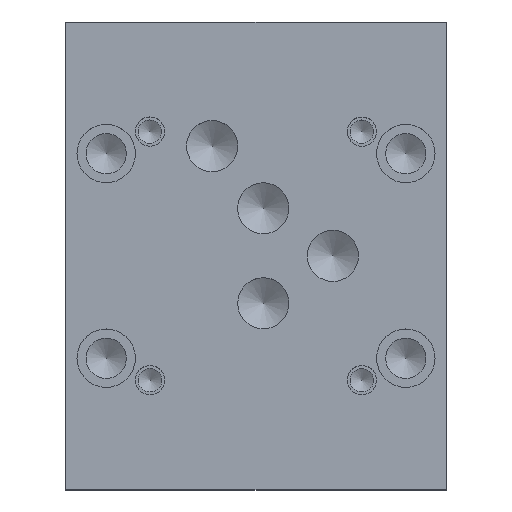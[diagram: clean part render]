
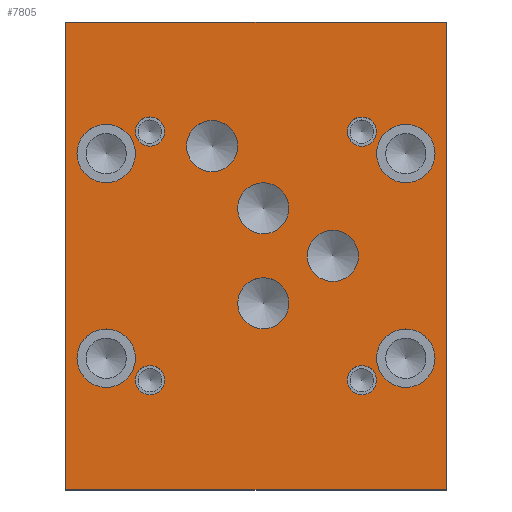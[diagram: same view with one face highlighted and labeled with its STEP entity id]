
A CAD part, top view. The second image highlights one B-rep face of the part: STEP entity #7805.
In plain terms, the highlighted planar face has unit normal (0, 0, 1).
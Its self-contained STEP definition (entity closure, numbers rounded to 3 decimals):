
#100=CIRCLE('',#8143,6.35);
#101=CIRCLE('',#8144,6.35);
#107=CIRCLE('',#8154,6.35);
#108=CIRCLE('',#8155,6.35);
#114=CIRCLE('',#8165,6.35);
#115=CIRCLE('',#8166,6.35);
#121=CIRCLE('',#8176,6.35);
#122=CIRCLE('',#8177,6.35);
#125=CIRCLE('',#8183,5.563);
#126=CIRCLE('',#8184,5.563);
#129=CIRCLE('',#8189,5.563);
#130=CIRCLE('',#8190,5.563);
#133=CIRCLE('',#8195,5.563);
#134=CIRCLE('',#8196,5.563);
#137=CIRCLE('',#8201,5.563);
#138=CIRCLE('',#8202,5.563);
#144=CIRCLE('',#8211,3.175);
#145=CIRCLE('',#8212,3.175);
#151=CIRCLE('',#8222,3.175);
#152=CIRCLE('',#8223,3.175);
#158=CIRCLE('',#8233,3.175);
#159=CIRCLE('',#8234,3.175);
#165=CIRCLE('',#8244,3.175);
#166=CIRCLE('',#8245,3.175);
#479=FACE_BOUND('',#1331,.T.);
#480=FACE_BOUND('',#1332,.T.);
#481=FACE_BOUND('',#1333,.T.);
#482=FACE_BOUND('',#1334,.T.);
#483=FACE_BOUND('',#1335,.T.);
#484=FACE_BOUND('',#1336,.T.);
#485=FACE_BOUND('',#1337,.T.);
#486=FACE_BOUND('',#1338,.T.);
#487=FACE_BOUND('',#1339,.T.);
#488=FACE_BOUND('',#1340,.T.);
#489=FACE_BOUND('',#1341,.T.);
#490=FACE_BOUND('',#1342,.T.);
#893=FACE_OUTER_BOUND('',#1330,.T.);
#1330=EDGE_LOOP('',(#6791,#6792,#6793,#6794));
#1331=EDGE_LOOP('',(#6795,#6796));
#1332=EDGE_LOOP('',(#6797,#6798));
#1333=EDGE_LOOP('',(#6799,#6800));
#1334=EDGE_LOOP('',(#6801,#6802));
#1335=EDGE_LOOP('',(#6803,#6804));
#1336=EDGE_LOOP('',(#6805,#6806));
#1337=EDGE_LOOP('',(#6807,#6808));
#1338=EDGE_LOOP('',(#6809,#6810));
#1339=EDGE_LOOP('',(#6811,#6812));
#1340=EDGE_LOOP('',(#6813,#6814));
#1341=EDGE_LOOP('',(#6815,#6816));
#1342=EDGE_LOOP('',(#6817,#6818));
#1691=LINE('',#11863,#2470);
#2126=LINE('',#13160,#2905);
#2128=LINE('',#13166,#2907);
#2131=LINE('',#13170,#2910);
#2470=VECTOR('',#8789,10.);
#2905=VECTOR('',#9882,10.);
#2907=VECTOR('',#9888,10.);
#2910=VECTOR('',#9893,10.);
#3237=VERTEX_POINT('',#11860);
#3238=VERTEX_POINT('',#11862);
#3564=VERTEX_POINT('',#12942);
#3565=VERTEX_POINT('',#12943);
#3572=VERTEX_POINT('',#12964);
#3573=VERTEX_POINT('',#12965);
#3580=VERTEX_POINT('',#12986);
#3581=VERTEX_POINT('',#12987);
#3588=VERTEX_POINT('',#13008);
#3589=VERTEX_POINT('',#13009);
#3593=VERTEX_POINT('',#13023);
#3594=VERTEX_POINT('',#13024);
#3598=VERTEX_POINT('',#13036);
#3599=VERTEX_POINT('',#13037);
#3603=VERTEX_POINT('',#13049);
#3604=VERTEX_POINT('',#13050);
#3608=VERTEX_POINT('',#13062);
#3609=VERTEX_POINT('',#13063);
#3616=VERTEX_POINT('',#13082);
#3617=VERTEX_POINT('',#13083);
#3624=VERTEX_POINT('',#13104);
#3625=VERTEX_POINT('',#13105);
#3632=VERTEX_POINT('',#13126);
#3633=VERTEX_POINT('',#13127);
#3640=VERTEX_POINT('',#13148);
#3641=VERTEX_POINT('',#13149);
#3643=VERTEX_POINT('',#13158);
#3645=VERTEX_POINT('',#13165);
#4134=EDGE_CURVE('',#3238,#3237,#1691,.T.);
#4605=EDGE_CURVE('',#3564,#3565,#100,.T.);
#4606=EDGE_CURVE('',#3565,#3564,#101,.T.);
#4615=EDGE_CURVE('',#3572,#3573,#107,.T.);
#4616=EDGE_CURVE('',#3573,#3572,#108,.T.);
#4625=EDGE_CURVE('',#3580,#3581,#114,.T.);
#4626=EDGE_CURVE('',#3581,#3580,#115,.T.);
#4635=EDGE_CURVE('',#3588,#3589,#121,.T.);
#4636=EDGE_CURVE('',#3589,#3588,#122,.T.);
#4642=EDGE_CURVE('',#3593,#3594,#125,.T.);
#4643=EDGE_CURVE('',#3594,#3593,#126,.T.);
#4648=EDGE_CURVE('',#3598,#3599,#129,.T.);
#4649=EDGE_CURVE('',#3599,#3598,#130,.T.);
#4654=EDGE_CURVE('',#3603,#3604,#133,.T.);
#4655=EDGE_CURVE('',#3604,#3603,#134,.T.);
#4660=EDGE_CURVE('',#3608,#3609,#137,.T.);
#4661=EDGE_CURVE('',#3609,#3608,#138,.T.);
#4669=EDGE_CURVE('',#3616,#3617,#144,.T.);
#4670=EDGE_CURVE('',#3617,#3616,#145,.T.);
#4679=EDGE_CURVE('',#3624,#3625,#151,.T.);
#4680=EDGE_CURVE('',#3625,#3624,#152,.T.);
#4689=EDGE_CURVE('',#3632,#3633,#158,.T.);
#4690=EDGE_CURVE('',#3633,#3632,#159,.T.);
#4699=EDGE_CURVE('',#3640,#3641,#165,.T.);
#4700=EDGE_CURVE('',#3641,#3640,#166,.T.);
#4705=EDGE_CURVE('',#3237,#3643,#2126,.T.);
#4707=EDGE_CURVE('',#3645,#3238,#2128,.T.);
#4710=EDGE_CURVE('',#3643,#3645,#2131,.T.);
#6791=ORIENTED_EDGE('',*,*,#4710,.T.);
#6792=ORIENTED_EDGE('',*,*,#4707,.T.);
#6793=ORIENTED_EDGE('',*,*,#4134,.T.);
#6794=ORIENTED_EDGE('',*,*,#4705,.T.);
#6795=ORIENTED_EDGE('',*,*,#4605,.T.);
#6796=ORIENTED_EDGE('',*,*,#4606,.T.);
#6797=ORIENTED_EDGE('',*,*,#4615,.T.);
#6798=ORIENTED_EDGE('',*,*,#4616,.T.);
#6799=ORIENTED_EDGE('',*,*,#4625,.T.);
#6800=ORIENTED_EDGE('',*,*,#4626,.T.);
#6801=ORIENTED_EDGE('',*,*,#4635,.T.);
#6802=ORIENTED_EDGE('',*,*,#4636,.T.);
#6803=ORIENTED_EDGE('',*,*,#4642,.T.);
#6804=ORIENTED_EDGE('',*,*,#4643,.T.);
#6805=ORIENTED_EDGE('',*,*,#4648,.T.);
#6806=ORIENTED_EDGE('',*,*,#4649,.T.);
#6807=ORIENTED_EDGE('',*,*,#4654,.T.);
#6808=ORIENTED_EDGE('',*,*,#4655,.T.);
#6809=ORIENTED_EDGE('',*,*,#4660,.T.);
#6810=ORIENTED_EDGE('',*,*,#4661,.T.);
#6811=ORIENTED_EDGE('',*,*,#4669,.T.);
#6812=ORIENTED_EDGE('',*,*,#4670,.T.);
#6813=ORIENTED_EDGE('',*,*,#4679,.T.);
#6814=ORIENTED_EDGE('',*,*,#4680,.T.);
#6815=ORIENTED_EDGE('',*,*,#4689,.T.);
#6816=ORIENTED_EDGE('',*,*,#4690,.T.);
#6817=ORIENTED_EDGE('',*,*,#4699,.T.);
#6818=ORIENTED_EDGE('',*,*,#4700,.T.);
#7097=PLANE('',#8251);
#7805=ADVANCED_FACE('',(#893,#479,#480,#481,#482,#483,#484,#485,#486,#487,
#488,#489,#490),#7097,.T.);
#8143=AXIS2_PLACEMENT_3D('',#12944,#9639,#9640);
#8144=AXIS2_PLACEMENT_3D('',#12945,#9641,#9642);
#8154=AXIS2_PLACEMENT_3D('',#12966,#9664,#9665);
#8155=AXIS2_PLACEMENT_3D('',#12967,#9666,#9667);
#8165=AXIS2_PLACEMENT_3D('',#12988,#9689,#9690);
#8166=AXIS2_PLACEMENT_3D('',#12989,#9691,#9692);
#8176=AXIS2_PLACEMENT_3D('',#13010,#9714,#9715);
#8177=AXIS2_PLACEMENT_3D('',#13011,#9716,#9717);
#8183=AXIS2_PLACEMENT_3D('',#13025,#9731,#9732);
#8184=AXIS2_PLACEMENT_3D('',#13026,#9733,#9734);
#8189=AXIS2_PLACEMENT_3D('',#13038,#9745,#9746);
#8190=AXIS2_PLACEMENT_3D('',#13039,#9747,#9748);
#8195=AXIS2_PLACEMENT_3D('',#13051,#9759,#9760);
#8196=AXIS2_PLACEMENT_3D('',#13052,#9761,#9762);
#8201=AXIS2_PLACEMENT_3D('',#13064,#9773,#9774);
#8202=AXIS2_PLACEMENT_3D('',#13065,#9775,#9776);
#8211=AXIS2_PLACEMENT_3D('',#13084,#9795,#9796);
#8212=AXIS2_PLACEMENT_3D('',#13085,#9797,#9798);
#8222=AXIS2_PLACEMENT_3D('',#13106,#9820,#9821);
#8223=AXIS2_PLACEMENT_3D('',#13107,#9822,#9823);
#8233=AXIS2_PLACEMENT_3D('',#13128,#9845,#9846);
#8234=AXIS2_PLACEMENT_3D('',#13129,#9847,#9848);
#8244=AXIS2_PLACEMENT_3D('',#13150,#9870,#9871);
#8245=AXIS2_PLACEMENT_3D('',#13151,#9872,#9873);
#8251=AXIS2_PLACEMENT_3D('',#13171,#9894,#9895);
#8789=DIRECTION('',(-1.,0.,0.));
#9639=DIRECTION('center_axis',(0.,0.,-1.));
#9640=DIRECTION('ref_axis',(1.,0.,0.));
#9641=DIRECTION('center_axis',(0.,0.,-1.));
#9642=DIRECTION('ref_axis',(1.,0.,0.));
#9664=DIRECTION('center_axis',(0.,0.,-1.));
#9665=DIRECTION('ref_axis',(1.,0.,0.));
#9666=DIRECTION('center_axis',(0.,0.,-1.));
#9667=DIRECTION('ref_axis',(1.,0.,0.));
#9689=DIRECTION('center_axis',(0.,0.,-1.));
#9690=DIRECTION('ref_axis',(1.,0.,0.));
#9691=DIRECTION('center_axis',(0.,0.,-1.));
#9692=DIRECTION('ref_axis',(1.,0.,0.));
#9714=DIRECTION('center_axis',(0.,0.,-1.));
#9715=DIRECTION('ref_axis',(1.,0.,0.));
#9716=DIRECTION('center_axis',(0.,0.,-1.));
#9717=DIRECTION('ref_axis',(1.,0.,0.));
#9731=DIRECTION('center_axis',(0.,0.,-1.));
#9732=DIRECTION('ref_axis',(1.,0.,0.));
#9733=DIRECTION('center_axis',(0.,0.,-1.));
#9734=DIRECTION('ref_axis',(1.,0.,0.));
#9745=DIRECTION('center_axis',(0.,0.,-1.));
#9746=DIRECTION('ref_axis',(1.,0.,0.));
#9747=DIRECTION('center_axis',(0.,0.,-1.));
#9748=DIRECTION('ref_axis',(1.,0.,0.));
#9759=DIRECTION('center_axis',(0.,0.,-1.));
#9760=DIRECTION('ref_axis',(1.,0.,0.));
#9761=DIRECTION('center_axis',(0.,0.,-1.));
#9762=DIRECTION('ref_axis',(1.,0.,0.));
#9773=DIRECTION('center_axis',(0.,0.,-1.));
#9774=DIRECTION('ref_axis',(1.,0.,0.));
#9775=DIRECTION('center_axis',(0.,0.,-1.));
#9776=DIRECTION('ref_axis',(1.,0.,0.));
#9795=DIRECTION('center_axis',(0.,0.,-1.));
#9796=DIRECTION('ref_axis',(1.,0.,0.));
#9797=DIRECTION('center_axis',(0.,0.,-1.));
#9798=DIRECTION('ref_axis',(1.,0.,0.));
#9820=DIRECTION('center_axis',(0.,0.,-1.));
#9821=DIRECTION('ref_axis',(1.,0.,0.));
#9822=DIRECTION('center_axis',(0.,0.,-1.));
#9823=DIRECTION('ref_axis',(1.,0.,0.));
#9845=DIRECTION('center_axis',(0.,0.,-1.));
#9846=DIRECTION('ref_axis',(1.,0.,0.));
#9847=DIRECTION('center_axis',(0.,0.,-1.));
#9848=DIRECTION('ref_axis',(1.,0.,0.));
#9870=DIRECTION('center_axis',(0.,0.,-1.));
#9871=DIRECTION('ref_axis',(1.,0.,0.));
#9872=DIRECTION('center_axis',(0.,0.,-1.));
#9873=DIRECTION('ref_axis',(1.,0.,0.));
#9882=DIRECTION('',(0.,-1.,0.));
#9888=DIRECTION('',(0.,1.,0.));
#9893=DIRECTION('',(1.,0.,0.));
#9894=DIRECTION('center_axis',(0.,0.,1.));
#9895=DIRECTION('ref_axis',(1.,0.,0.));
#11860=CARTESIAN_POINT('',(0.,101.6,38.1));
#11862=CARTESIAN_POINT('',(82.55,101.6,38.1));
#11863=CARTESIAN_POINT('',(82.55,101.6,38.1));
#12942=CARTESIAN_POINT('',(15.081,73.025,38.1));
#12943=CARTESIAN_POINT('',(2.381,73.025,38.1));
#12944=CARTESIAN_POINT('Origin',(8.731,73.025,38.1));
#12945=CARTESIAN_POINT('Origin',(8.731,73.025,38.1));
#12964=CARTESIAN_POINT('',(15.081,28.575,38.1));
#12965=CARTESIAN_POINT('',(2.381,28.575,38.1));
#12966=CARTESIAN_POINT('Origin',(8.731,28.575,38.1));
#12967=CARTESIAN_POINT('Origin',(8.731,28.575,38.1));
#12986=CARTESIAN_POINT('',(80.169,28.575,38.1));
#12987=CARTESIAN_POINT('',(67.469,28.575,38.1));
#12988=CARTESIAN_POINT('Origin',(73.819,28.575,38.1));
#12989=CARTESIAN_POINT('Origin',(73.819,28.575,38.1));
#13008=CARTESIAN_POINT('',(80.169,73.025,38.1));
#13009=CARTESIAN_POINT('',(67.469,73.025,38.1));
#13010=CARTESIAN_POINT('Origin',(73.819,73.025,38.1));
#13011=CARTESIAN_POINT('Origin',(73.819,73.025,38.1));
#13023=CARTESIAN_POINT('',(48.425,61.117,38.1));
#13024=CARTESIAN_POINT('',(37.3,61.117,38.1));
#13025=CARTESIAN_POINT('Origin',(42.863,61.117,38.1));
#13026=CARTESIAN_POINT('Origin',(42.863,61.117,38.1));
#13036=CARTESIAN_POINT('',(63.525,50.8,38.1));
#13037=CARTESIAN_POINT('',(52.4,50.8,38.1));
#13038=CARTESIAN_POINT('Origin',(57.963,50.8,38.1));
#13039=CARTESIAN_POINT('Origin',(57.963,50.8,38.1));
#13049=CARTESIAN_POINT('',(37.313,74.625,38.1));
#13050=CARTESIAN_POINT('',(26.187,74.625,38.1));
#13051=CARTESIAN_POINT('Origin',(31.75,74.625,38.1));
#13052=CARTESIAN_POINT('Origin',(31.75,74.625,38.1));
#13062=CARTESIAN_POINT('',(48.43,40.483,38.1));
#13063=CARTESIAN_POINT('',(37.305,40.483,38.1));
#13064=CARTESIAN_POINT('Origin',(42.868,40.483,38.1));
#13065=CARTESIAN_POINT('Origin',(42.868,40.483,38.1));
#13082=CARTESIAN_POINT('',(67.462,23.813,38.1));
#13083=CARTESIAN_POINT('',(61.112,23.813,38.1));
#13084=CARTESIAN_POINT('Origin',(64.287,23.813,38.1));
#13085=CARTESIAN_POINT('Origin',(64.287,23.813,38.1));
#13104=CARTESIAN_POINT('',(21.412,77.8,38.1));
#13105=CARTESIAN_POINT('',(15.062,77.8,38.1));
#13106=CARTESIAN_POINT('Origin',(18.237,77.8,38.1));
#13107=CARTESIAN_POINT('Origin',(18.237,77.8,38.1));
#13126=CARTESIAN_POINT('',(67.462,77.788,38.1));
#13127=CARTESIAN_POINT('',(61.112,77.788,38.1));
#13128=CARTESIAN_POINT('Origin',(64.287,77.788,38.1));
#13129=CARTESIAN_POINT('Origin',(64.287,77.788,38.1));
#13148=CARTESIAN_POINT('',(21.425,23.813,38.1));
#13149=CARTESIAN_POINT('',(15.075,23.813,38.1));
#13150=CARTESIAN_POINT('Origin',(18.25,23.813,38.1));
#13151=CARTESIAN_POINT('Origin',(18.25,23.813,38.1));
#13158=CARTESIAN_POINT('',(0.,0.,38.1));
#13160=CARTESIAN_POINT('',(0.,101.6,38.1));
#13165=CARTESIAN_POINT('',(82.55,0.,38.1));
#13166=CARTESIAN_POINT('',(82.55,0.,38.1));
#13170=CARTESIAN_POINT('',(0.,0.,38.1));
#13171=CARTESIAN_POINT('Origin',(41.275,50.8,38.1));
